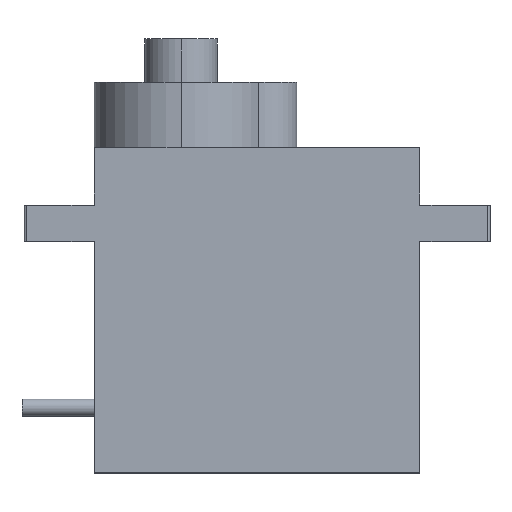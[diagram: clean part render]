
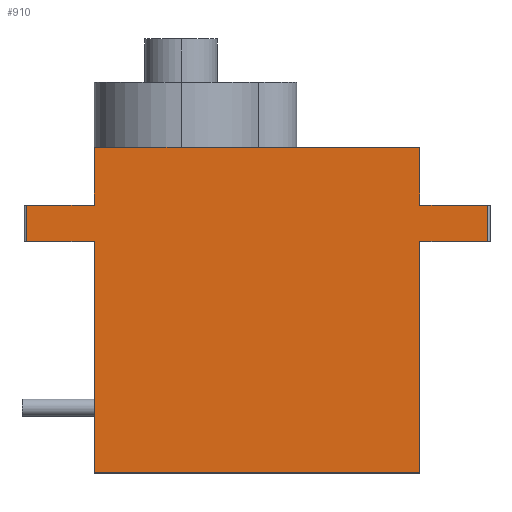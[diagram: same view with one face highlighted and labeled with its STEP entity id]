
A CAD part, top view. The second image highlights one B-rep face of the part: STEP entity #910.
In plain terms, the highlighted planar face has unit normal (0, 0, 1).
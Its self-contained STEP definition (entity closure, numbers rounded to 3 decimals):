
#12 = CARTESIAN_POINT ( 'NONE',  ( 11.25, -22.5, 6. ) ) ;
#16 = VERTEX_POINT ( 'NONE', #12 ) ;
#20 = ORIENTED_EDGE ( 'NONE', *, *, #1494, .F. ) ;
#22 = CARTESIAN_POINT ( 'NONE',  ( -11.25, -22.5, 6. ) ) ;
#35 = DIRECTION ( 'NONE',  ( 0., -1., 0. ) ) ;
#79 = CARTESIAN_POINT ( 'NONE',  ( 15.95, -22.5, 6. ) ) ;
#103 = ORIENTED_EDGE ( 'NONE', *, *, #533, .F. ) ;
#115 = ORIENTED_EDGE ( 'NONE', *, *, #1198, .T. ) ;
#124 = VERTEX_POINT ( 'NONE', #246 ) ;
#142 = VERTEX_POINT ( 'NONE', #1061 ) ;
#180 = CARTESIAN_POINT ( 'NONE',  ( 0., -6.5, 6. ) ) ;
#194 = CARTESIAN_POINT ( 'NONE',  ( 11.25, 0., 6. ) ) ;
#207 = VECTOR ( 'NONE', #1428, 1000. ) ;
#213 = CARTESIAN_POINT ( 'NONE',  ( -11.25, -22.5, 6. ) ) ;
#218 = CARTESIAN_POINT ( 'NONE',  ( 0., -6.5, 6. ) ) ;
#223 = VECTOR ( 'NONE', #1186, 1000. ) ;
#243 = LINE ( 'NONE', #521, #930 ) ;
#246 = CARTESIAN_POINT ( 'NONE',  ( -15.95, -4., 6. ) ) ;
#252 = DIRECTION ( 'NONE',  ( 1., 0., 0. ) ) ;
#260 = CARTESIAN_POINT ( 'NONE',  ( 0., -4., 6. ) ) ;
#278 = DIRECTION ( 'NONE',  ( 1., 0., 0. ) ) ;
#286 = DIRECTION ( 'NONE',  ( 0., 1., 0. ) ) ;
#311 = LINE ( 'NONE', #1354, #1285 ) ;
#327 = DIRECTION ( 'NONE',  ( 1., 0., 0. ) ) ;
#329 = VECTOR ( 'NONE', #1257, 1000. ) ;
#347 = EDGE_CURVE ( 'NONE', #781, #1222, #747, .T. ) ;
#372 = LINE ( 'NONE', #383, #223 ) ;
#377 = VECTOR ( 'NONE', #327, 1000. ) ;
#383 = CARTESIAN_POINT ( 'NONE',  ( 11.25, -22.5, 6. ) ) ;
#389 = CARTESIAN_POINT ( 'NONE',  ( 15.95, -6.5, 6. ) ) ;
#396 = EDGE_CURVE ( 'NONE', #16, #1204, #372, .T. ) ;
#453 = DIRECTION ( 'NONE',  ( 1., 0., 0. ) ) ;
#480 = VECTOR ( 'NONE', #809, 1000. ) ;
#521 = CARTESIAN_POINT ( 'NONE',  ( -11.25, -22.5, 6. ) ) ;
#524 = ORIENTED_EDGE ( 'NONE', *, *, #1326, .T. ) ;
#533 = EDGE_CURVE ( 'NONE', #124, #890, #1089, .T. ) ;
#568 = VERTEX_POINT ( 'NONE', #853 ) ;
#574 = EDGE_LOOP ( 'NONE', ( #115, #582, #1600, #1074, #987, #1283, #1539, #103, #763, #524, #20, #1246, #1305 ) ) ;
#577 = EDGE_CURVE ( 'NONE', #124, #1575, #311, .T. ) ;
#582 = ORIENTED_EDGE ( 'NONE', *, *, #347, .T. ) ;
#592 = CARTESIAN_POINT ( 'NONE',  ( 11.25, -6.5, 6. ) ) ;
#614 = DIRECTION ( 'NONE',  ( 0., 1., 0. ) ) ;
#652 = DIRECTION ( 'NONE',  ( 1., 0., 0. ) ) ;
#700 = EDGE_CURVE ( 'NONE', #787, #16, #1131, .T. ) ;
#747 = LINE ( 'NONE', #79, #1576 ) ;
#763 = ORIENTED_EDGE ( 'NONE', *, *, #577, .T. ) ;
#781 = VERTEX_POINT ( 'NONE', #389 ) ;
#782 = PLANE ( 'NONE',  #1447 ) ;
#787 = VERTEX_POINT ( 'NONE', #1412 ) ;
#809 = DIRECTION ( 'NONE',  ( 0., 1., 0. ) ) ;
#818 = LINE ( 'NONE', #22, #1419 ) ;
#826 = VECTOR ( 'NONE', #652, 1000. ) ;
#829 = LINE ( 'NONE', #1327, #480 ) ;
#853 = CARTESIAN_POINT ( 'NONE',  ( 11.25, -4., 6. ) ) ;
#890 = VERTEX_POINT ( 'NONE', #1057 ) ;
#899 = LINE ( 'NONE', #218, #207 ) ;
#900 = VECTOR ( 'NONE', #278, 1000. ) ;
#910 = ADVANCED_FACE ( 'NONE', ( #1580 ), #782, .T. ) ;
#923 = CARTESIAN_POINT ( 'NONE',  ( -11.25, 0., 6. ) ) ;
#930 = VECTOR ( 'NONE', #1670, 1000. ) ;
#987 = ORIENTED_EDGE ( 'NONE', *, *, #1022, .F. ) ;
#989 = EDGE_CURVE ( 'NONE', #568, #1222, #1161, .T. ) ;
#1022 = EDGE_CURVE ( 'NONE', #142, #1249, #1331, .T. ) ;
#1034 = EDGE_CURVE ( 'NONE', #890, #1334, #243, .T. ) ;
#1041 = DIRECTION ( 'NONE',  ( 0., 0., 1. ) ) ;
#1048 = CARTESIAN_POINT ( 'NONE',  ( -11.25, 0., 6. ) ) ;
#1057 = CARTESIAN_POINT ( 'NONE',  ( -11.25, -4., 6. ) ) ;
#1061 = CARTESIAN_POINT ( 'NONE',  ( -5.25, 0., 6. ) ) ;
#1074 = ORIENTED_EDGE ( 'NONE', *, *, #1377, .T. ) ;
#1089 = LINE ( 'NONE', #1098, #1372 ) ;
#1094 = CARTESIAN_POINT ( 'NONE',  ( -11.25, -6.5, 6. ) ) ;
#1098 = CARTESIAN_POINT ( 'NONE',  ( 0., -4., 6. ) ) ;
#1105 = LINE ( 'NONE', #923, #900 ) ;
#1130 = CARTESIAN_POINT ( 'NONE',  ( 15.95, -4., 6. ) ) ;
#1131 = LINE ( 'NONE', #213, #329 ) ;
#1153 = CARTESIAN_POINT ( 'NONE',  ( -11.25, 0., 6. ) ) ;
#1161 = LINE ( 'NONE', #260, #826 ) ;
#1186 = DIRECTION ( 'NONE',  ( 0., 1., 0. ) ) ;
#1198 = EDGE_CURVE ( 'NONE', #1204, #781, #1502, .T. ) ;
#1204 = VERTEX_POINT ( 'NONE', #592 ) ;
#1222 = VERTEX_POINT ( 'NONE', #1130 ) ;
#1238 = VECTOR ( 'NONE', #1289, 1000. ) ;
#1246 = ORIENTED_EDGE ( 'NONE', *, *, #700, .T. ) ;
#1249 = VERTEX_POINT ( 'NONE', #194 ) ;
#1257 = DIRECTION ( 'NONE',  ( 1., 0., 0. ) ) ;
#1283 = ORIENTED_EDGE ( 'NONE', *, *, #1462, .F. ) ;
#1285 = VECTOR ( 'NONE', #35, 1000. ) ;
#1289 = DIRECTION ( 'NONE',  ( 1., 0., 0. ) ) ;
#1305 = ORIENTED_EDGE ( 'NONE', *, *, #396, .T. ) ;
#1312 = CARTESIAN_POINT ( 'NONE',  ( -15.95, -6.5, 6. ) ) ;
#1326 = EDGE_CURVE ( 'NONE', #1575, #1423, #899, .T. ) ;
#1327 = CARTESIAN_POINT ( 'NONE',  ( 11.25, -22.5, 6. ) ) ;
#1331 = LINE ( 'NONE', #1153, #1238 ) ;
#1334 = VERTEX_POINT ( 'NONE', #1048 ) ;
#1354 = CARTESIAN_POINT ( 'NONE',  ( -15.95, -6.5, 6. ) ) ;
#1372 = VECTOR ( 'NONE', #453, 1000. ) ;
#1377 = EDGE_CURVE ( 'NONE', #568, #1249, #829, .T. ) ;
#1412 = CARTESIAN_POINT ( 'NONE',  ( -11.25, -22.5, 6. ) ) ;
#1419 = VECTOR ( 'NONE', #286, 1000. ) ;
#1423 = VERTEX_POINT ( 'NONE', #1094 ) ;
#1428 = DIRECTION ( 'NONE',  ( 1., 0., 0. ) ) ;
#1431 = CARTESIAN_POINT ( 'NONE',  ( -11.25, -22.5, 6. ) ) ;
#1447 = AXIS2_PLACEMENT_3D ( 'NONE', #1431, #1041, #252 ) ;
#1462 = EDGE_CURVE ( 'NONE', #1334, #142, #1105, .T. ) ;
#1494 = EDGE_CURVE ( 'NONE', #787, #1423, #818, .T. ) ;
#1502 = LINE ( 'NONE', #180, #377 ) ;
#1539 = ORIENTED_EDGE ( 'NONE', *, *, #1034, .F. ) ;
#1575 = VERTEX_POINT ( 'NONE', #1312 ) ;
#1576 = VECTOR ( 'NONE', #614, 1000. ) ;
#1580 = FACE_OUTER_BOUND ( 'NONE', #574, .T. ) ;
#1600 = ORIENTED_EDGE ( 'NONE', *, *, #989, .F. ) ;
#1670 = DIRECTION ( 'NONE',  ( 0., 1., 0. ) ) ;
